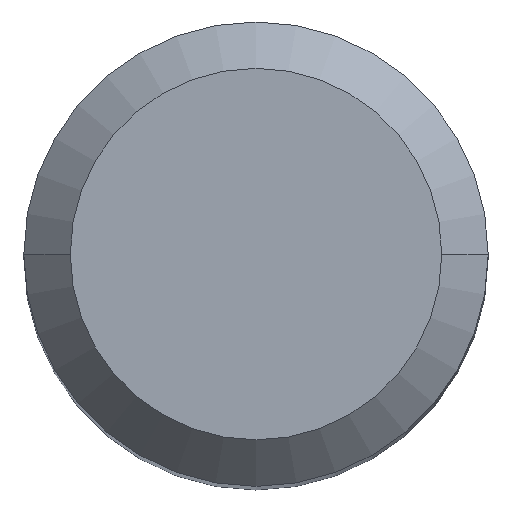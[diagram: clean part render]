
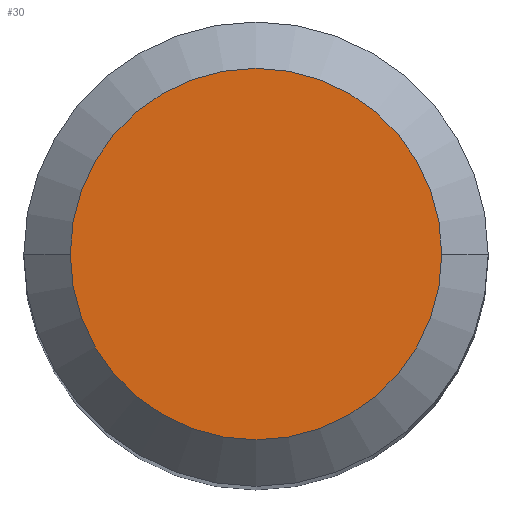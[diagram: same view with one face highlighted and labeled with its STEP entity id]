
A CAD part, top view. The second image highlights one B-rep face of the part: STEP entity #30.
In plain terms, the highlighted planar face has unit normal (0, 0, 1).
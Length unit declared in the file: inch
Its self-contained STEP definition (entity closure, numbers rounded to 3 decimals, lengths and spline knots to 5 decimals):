
#5 = CARTESIAN_POINT ( 'NONE',  ( 0., 0., 0. ) ) ;
#22 = DIRECTION ( 'NONE',  ( 1., 0., 0. ) ) ;
#30 = ADVANCED_FACE ( 'NONE', ( #63 ), #216, .F. ) ;
#34 = AXIS2_PLACEMENT_3D ( 'NONE', #5, #301, #162 ) ;
#54 = VERTEX_POINT ( 'NONE', #229 ) ;
#59 = VERTEX_POINT ( 'NONE', #341 ) ;
#63 = FACE_OUTER_BOUND ( 'NONE', #393, .T. ) ;
#68 = ORIENTED_EDGE ( 'NONE', *, *, #110, .T. ) ;
#108 = AXIS2_PLACEMENT_3D ( 'NONE', #457, #265, #22 ) ;
#110 = EDGE_CURVE ( 'NONE', #59, #54, #244, .T. ) ;
#144 = DIRECTION ( 'NONE',  ( 0., 0., -1. ) ) ;
#147 = CARTESIAN_POINT ( 'NONE',  ( 0., 0., 0. ) ) ;
#162 = DIRECTION ( 'NONE',  ( 1., 0., 0. ) ) ;
#216 = PLANE ( 'NONE',  #456 ) ;
#229 = CARTESIAN_POINT ( 'NONE',  ( -0.126, 0., 0. ) ) ;
#244 = CIRCLE ( 'NONE', #34, 0.126 ) ;
#245 = CIRCLE ( 'NONE', #108, 0.126 ) ;
#265 = DIRECTION ( 'NONE',  ( 0., 0., 1. ) ) ;
#288 = ORIENTED_EDGE ( 'NONE', *, *, #332, .T. ) ;
#301 = DIRECTION ( 'NONE',  ( 0., 0., 1. ) ) ;
#332 = EDGE_CURVE ( 'NONE', #54, #59, #245, .T. ) ;
#341 = CARTESIAN_POINT ( 'NONE',  ( 0.126, 0., 0. ) ) ;
#393 = EDGE_LOOP ( 'NONE', ( #288, #68 ) ) ;
#433 = DIRECTION ( 'NONE',  ( -1., 0., 0. ) ) ;
#456 = AXIS2_PLACEMENT_3D ( 'NONE', #147, #144, #433 ) ;
#457 = CARTESIAN_POINT ( 'NONE',  ( 0., 0., 0. ) ) ;
